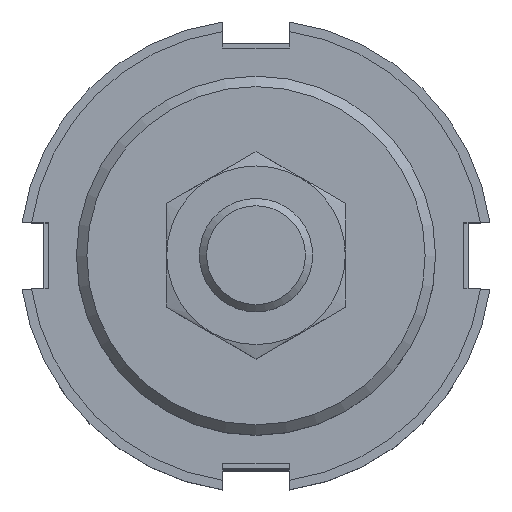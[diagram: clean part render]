
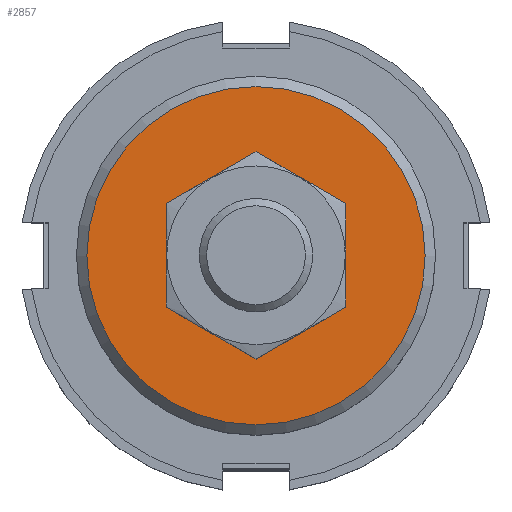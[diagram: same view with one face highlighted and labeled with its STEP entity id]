
A CAD part, top view. The second image highlights one B-rep face of the part: STEP entity #2857.
In plain terms, the highlighted face is planar.
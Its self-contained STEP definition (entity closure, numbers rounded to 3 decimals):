
#110=PLANE('',#3051);
#573=ORIENTED_EDGE('',*,*,#1174,.F.);
#574=ORIENTED_EDGE('',*,*,#1175,.F.);
#1174=EDGE_CURVE('',#1467,#1467,#1666,.T.);
#1175=EDGE_CURVE('',#1468,#1468,#1667,.F.);
#1467=VERTEX_POINT('',#4198);
#1468=VERTEX_POINT('',#4200);
#1666=CIRCLE('',#3052,17.9);
#1667=CIRCLE('',#3053,8.);
#1786=EDGE_LOOP('',(#573));
#1787=EDGE_LOOP('',(#574));
#1998=FACE_BOUND('',#1786,.T.);
#1999=FACE_BOUND('',#1787,.T.);
#2857=ADVANCED_FACE('',(#1998,#1999),#110,.F.);
#3051=AXIS2_PLACEMENT_3D('',#4196,#3405,#3406);
#3052=AXIS2_PLACEMENT_3D('',#4197,#3407,#3408);
#3053=AXIS2_PLACEMENT_3D('',#4199,#3409,#3410);
#3405=DIRECTION('',(1.,0.,0.));
#3406=DIRECTION('',(0.,0.,-1.));
#3407=DIRECTION('',(1.,0.,0.));
#3408=DIRECTION('',(0.,0.,-1.));
#3409=DIRECTION('',(1.,0.,0.));
#3410=DIRECTION('',(0.,0.,-1.));
#4196=CARTESIAN_POINT('',(0.,0.,0.));
#4197=CARTESIAN_POINT('',(0.,0.,0.));
#4198=CARTESIAN_POINT('',(0.,0.,-17.9));
#4199=CARTESIAN_POINT('',(0.,0.,0.));
#4200=CARTESIAN_POINT('',(0.,0.,-8.));
